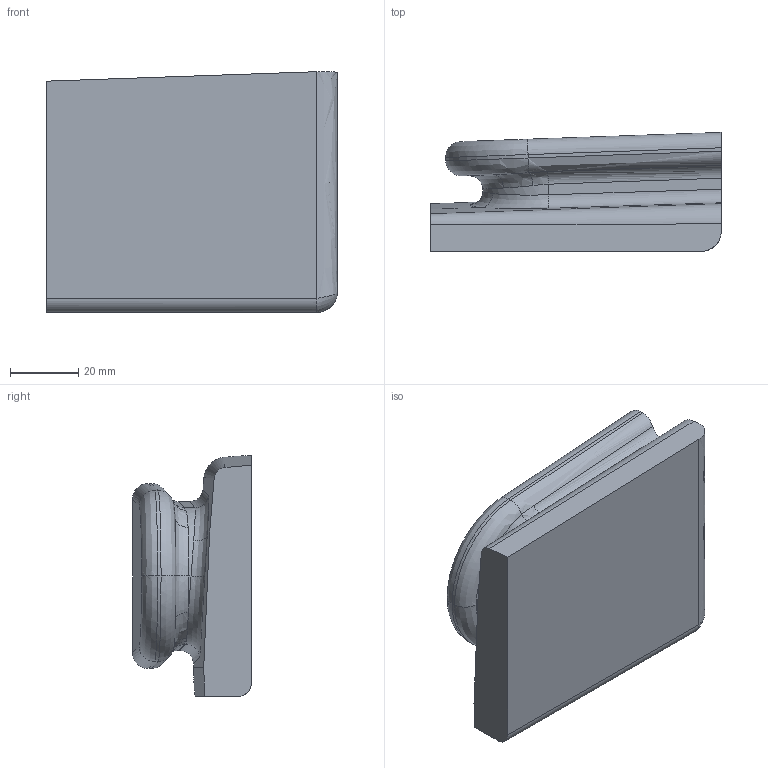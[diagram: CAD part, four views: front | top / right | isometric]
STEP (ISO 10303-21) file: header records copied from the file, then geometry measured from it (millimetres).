
FILE_DESCRIPTION(/* description */ (''),/* implementation_level */ '2;1');
FILE_NAME(/* name */ 'IPX3U3~K',/* time_stamp */ '2018-09-26T16:28:56+02:00',/* author */ (''),/* organization */ (''),/* preprocessor_version */ 'ST-DEVELOPER v16.5',/* originating_system */ '',/* authorisation */ '');
FILE_SCHEMA (('AUTOMOTIVE_DESIGN'));
Length unit declared in the file: millimetre
Products named in the file (1): Document
Bounding box: 85 x 34.75 x 70.41 mm (x, y, z)
Volume: 143928.1 mm3; surface area: 20823.9 mm2
Topology: 1 solids, 1 shells, 46 faces, 112 edges, 67 vertices
Faces by surface type: bspline 36, plane 10
Entity records: 2251 total; most frequent: CARTESIAN_POINT 1604, ORIENTED_EDGE 222, EDGE_CURVE 111, VERTEX_POINT 67, B_SPLINE_CURVE_WITH_KNOTS 47, ADVANCED_FACE 46, FACE_OUTER_BOUND 46, EDGE_LOOP 46
